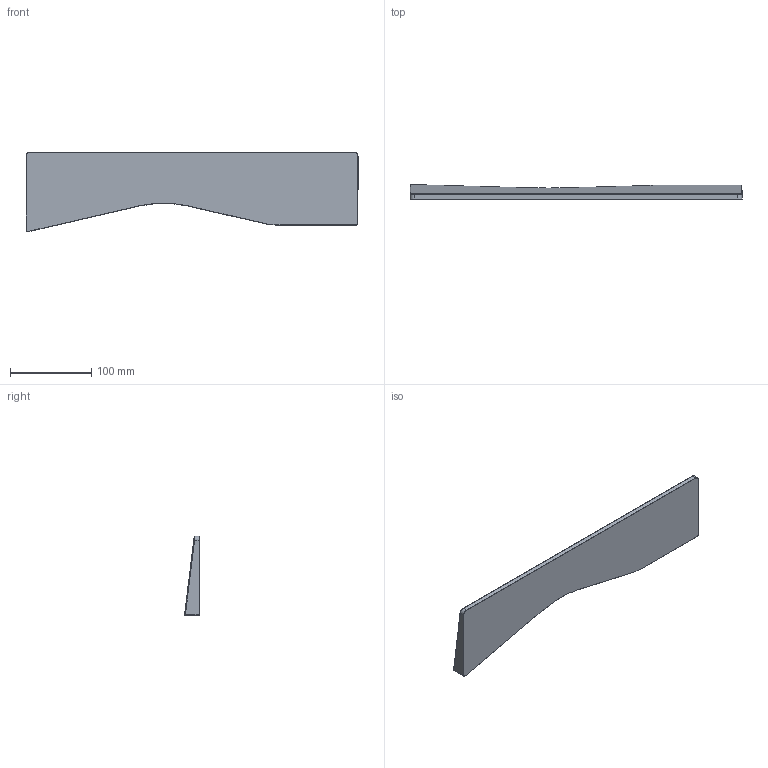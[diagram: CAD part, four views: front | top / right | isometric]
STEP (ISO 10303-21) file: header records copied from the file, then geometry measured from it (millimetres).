
FILE_DESCRIPTION (( 'STEP AP203' ), '1' );
FILE_NAME ('LZ-erGHOST_Wristrest-Rev.STEP', '2022-06-24T07:14:29', ( 'PC101' ), ( '' ), 'SwSTEP 2.0', 'SolidWorks 2021', '' );
FILE_SCHEMA (( 'CONFIG_CONTROL_DESIGN' ));
Length unit declared in the file: millimetre
Products named in the file (1): LZ-erGHOST_Wristrest-Rev
Bounding box: 409.35 x 18.36 x 98.15 mm (x, y, z)
Volume: 378925.1 mm3; surface area: 77337.3 mm2
Topology: 1 solids, 1 shells, 40 faces, 90 edges, 52 vertices
Faces by surface type: plane 14, cylinder 13, bspline 7, cone 6
Entity records: 1286 total; most frequent: CARTESIAN_POINT 377, ORIENTED_EDGE 180, DIRECTION 169, EDGE_CURVE 90, AXIS2_PLACEMENT_3D 60, VERTEX_POINT 52, LINE 49, VECTOR 49
